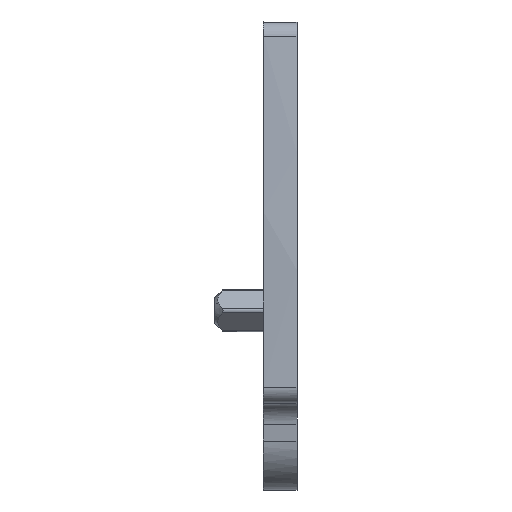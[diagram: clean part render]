
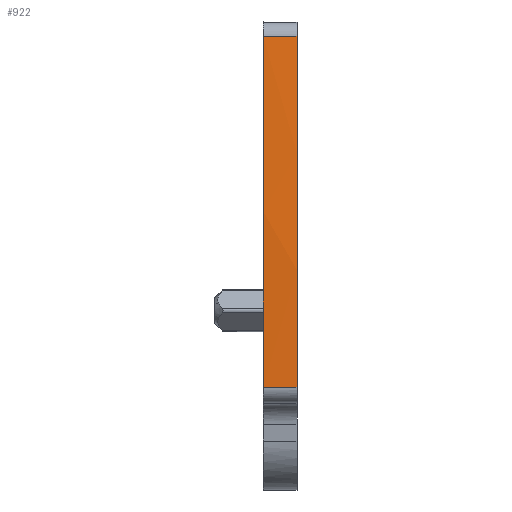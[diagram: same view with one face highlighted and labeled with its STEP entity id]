
A CAD part, front view. The second image highlights one B-rep face of the part: STEP entity #922.
In plain terms, the highlighted cylindrical face has radius 154.9 mm (diameter 309.8 mm), a partial arc.
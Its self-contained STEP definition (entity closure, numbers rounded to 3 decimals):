
#902=AXIS2_PLACEMENT_3D('Cylinder Axis2P3D',#899,#900,#901) ;
#906=AXIS2_PLACEMENT_3D('Circle Axis2P3D',#904,#905,$) ;
#461=CARTESIAN_POINT('Vertex',(3.,0.042,6.377)) ;
#465=CARTESIAN_POINT('Control Point',(3.,0.042,6.377)) ;
#466=CARTESIAN_POINT('Control Point',(3.,-0.06,10.752)) ;
#467=CARTESIAN_POINT('Control Point',(3.,-0.008,15.131)) ;
#468=CARTESIAN_POINT('Control Point',(3.,0.199,19.507)) ;
#469=CARTESIAN_POINT('Control Point',(3.,0.56,23.871)) ;
#470=CARTESIAN_POINT('Control Point',(3.,1.075,28.218)) ;
#471=CARTESIAN_POINT('Vertex',(3.,1.075,28.218)) ;
#884=CARTESIAN_POINT('Vertex',(5.1,0.042,6.377)) ;
#887=CARTESIAN_POINT('Line Origine',(4.05,0.042,6.377)) ;
#899=CARTESIAN_POINT('Axis2P3D Location',(4.05,154.9,10.)) ;
#904=CARTESIAN_POINT('Axis2P3D Location',(5.1,154.9,10.)) ;
#908=CARTESIAN_POINT('Vertex',(5.1,1.075,28.218)) ;
#911=CARTESIAN_POINT('Line Origine',(4.05,1.075,28.218)) ;
#888=DIRECTION('Vector Direction',(-1.,0.,0.)) ;
#900=DIRECTION('Axis2P3D Direction',(-1.,0.,0.)) ;
#901=DIRECTION('Axis2P3D XDirection',(0.,-1.,-0.023)) ;
#905=DIRECTION('Axis2P3D Direction',(-1.,0.,0.)) ;
#912=DIRECTION('Vector Direction',(-1.,0.,0.)) ;
#889=VECTOR('Line Direction',#888,1.) ;
#913=VECTOR('Line Direction',#912,1.) ;
#917=ORIENTED_EDGE('',*,*,#910,.T.) ;
#918=ORIENTED_EDGE('',*,*,#915,.F.) ;
#919=ORIENTED_EDGE('',*,*,#473,.F.) ;
#920=ORIENTED_EDGE('',*,*,#891,.T.) ;
#922=ADVANCED_FACE('V1',(#921),#903,.T.) ;
#464=B_SPLINE_CURVE_WITH_KNOTS('',5,(#465,#466,#467,#468,#469,#470),.UNSPECIFIED.,.F.,.U.,(6,6),(0.,30.955),.UNSPECIFIED.) ;
#907=CIRCLE('generated circle',#906,154.9) ;
#903=CYLINDRICAL_SURFACE('generated cylinder',#902,154.9) ;
#473=EDGE_CURVE('',#462,#472,#464,.T.) ;
#891=EDGE_CURVE('',#462,#885,#890,.F.) ;
#910=EDGE_CURVE('',#885,#909,#907,.T.) ;
#915=EDGE_CURVE('',#472,#909,#914,.F.) ;
#916=EDGE_LOOP('',(#917,#918,#919,#920)) ;
#921=FACE_OUTER_BOUND('',#916,.T.) ;
#890=LINE('Line',#887,#889) ;
#914=LINE('Line',#911,#913) ;
#462=VERTEX_POINT('',#461) ;
#472=VERTEX_POINT('',#471) ;
#885=VERTEX_POINT('',#884) ;
#909=VERTEX_POINT('',#908) ;
